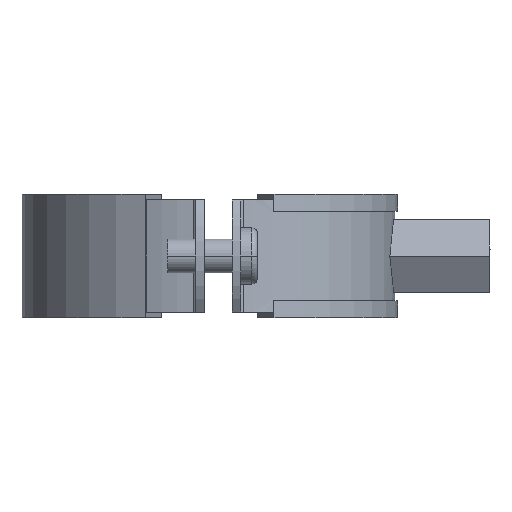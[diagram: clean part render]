
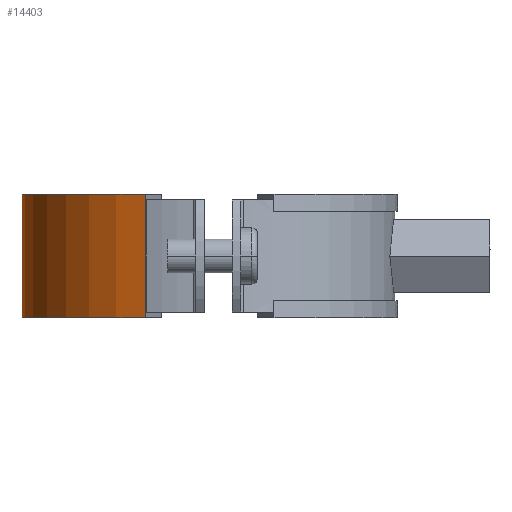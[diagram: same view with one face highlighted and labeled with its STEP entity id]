
A CAD part, left-side view. The second image highlights one B-rep face of the part: STEP entity #14403.
In plain terms, the highlighted cylindrical face has radius 33.5 mm (diameter 67 mm), a partial arc.
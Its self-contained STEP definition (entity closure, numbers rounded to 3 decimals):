
#757 = CARTESIAN_POINT ( 'NONE',  ( 31.48, 11.458, 20. ) ) ;
#764 = DIRECTION ( 'NONE',  ( 0., 0., 1. ) ) ;
#853 = EDGE_CURVE ( 'NONE', #8756, #4935, #11311, .T. ) ;
#1894 = ORIENTED_EDGE ( 'NONE', *, *, #853, .F. ) ;
#2023 = DIRECTION ( 'NONE',  ( 1., 0., 0. ) ) ;
#2104 = VECTOR ( 'NONE', #4129, 1000. ) ;
#2513 = CARTESIAN_POINT ( 'NONE',  ( -31.48, 11.458, -1. ) ) ;
#2771 = CARTESIAN_POINT ( 'NONE',  ( 31.48, 11.458, -1. ) ) ;
#3139 = AXIS2_PLACEMENT_3D ( 'NONE', #14500, #7157, #10870 ) ;
#3622 = DIRECTION ( 'NONE',  ( -1., 0., 0. ) ) ;
#4129 = DIRECTION ( 'NONE',  ( 0., 0., -1. ) ) ;
#4229 = EDGE_LOOP ( 'NONE', ( #7553, #10057, #1894, #7899 ) ) ;
#4935 = VERTEX_POINT ( 'NONE', #2513 ) ;
#5317 = EDGE_CURVE ( 'NONE', #5977, #7369, #11067, .T. ) ;
#5977 = VERTEX_POINT ( 'NONE', #10363 ) ;
#6285 = EDGE_CURVE ( 'NONE', #4935, #7369, #11601, .T. ) ;
#6811 = CYLINDRICAL_SURFACE ( 'NONE', #7316, 33.5 ) ;
#6963 = DIRECTION ( 'NONE',  ( 0., 0., -1. ) ) ;
#7157 = DIRECTION ( 'NONE',  ( 0., 0., -1. ) ) ;
#7289 = CARTESIAN_POINT ( 'NONE',  ( -31.48, 11.458, 21. ) ) ;
#7316 = AXIS2_PLACEMENT_3D ( 'NONE', #10549, #14822, #3622 ) ;
#7369 = VERTEX_POINT ( 'NONE', #2771 ) ;
#7553 = ORIENTED_EDGE ( 'NONE', *, *, #5317, .T. ) ;
#7618 = AXIS2_PLACEMENT_3D ( 'NONE', #8140, #764, #2023 ) ;
#7899 = ORIENTED_EDGE ( 'NONE', *, *, #13068, .F. ) ;
#8140 = CARTESIAN_POINT ( 'NONE',  ( 0., 0., 21. ) ) ;
#8756 = VERTEX_POINT ( 'NONE', #7289 ) ;
#10057 = ORIENTED_EDGE ( 'NONE', *, *, #6285, .F. ) ;
#10363 = CARTESIAN_POINT ( 'NONE',  ( 31.48, 11.458, 21. ) ) ;
#10549 = CARTESIAN_POINT ( 'NONE',  ( 0., 0., 20. ) ) ;
#10870 = DIRECTION ( 'NONE',  ( 1., 0., 0. ) ) ;
#11067 = LINE ( 'NONE', #757, #11438 ) ;
#11311 = LINE ( 'NONE', #11502, #2104 ) ;
#11438 = VECTOR ( 'NONE', #6963, 1000. ) ;
#11502 = CARTESIAN_POINT ( 'NONE',  ( -31.48, 11.458, 20. ) ) ;
#11601 = CIRCLE ( 'NONE', #3139, 33.5 ) ;
#13068 = EDGE_CURVE ( 'NONE', #5977, #8756, #15242, .T. ) ;
#14403 = ADVANCED_FACE ( 'NONE', ( #15629 ), #6811, .T. ) ;
#14500 = CARTESIAN_POINT ( 'NONE',  ( 0., 0., -1. ) ) ;
#14822 = DIRECTION ( 'NONE',  ( 0., 0., -1. ) ) ;
#15242 = CIRCLE ( 'NONE', #7618, 33.5 ) ;
#15629 = FACE_OUTER_BOUND ( 'NONE', #4229, .T. ) ;
